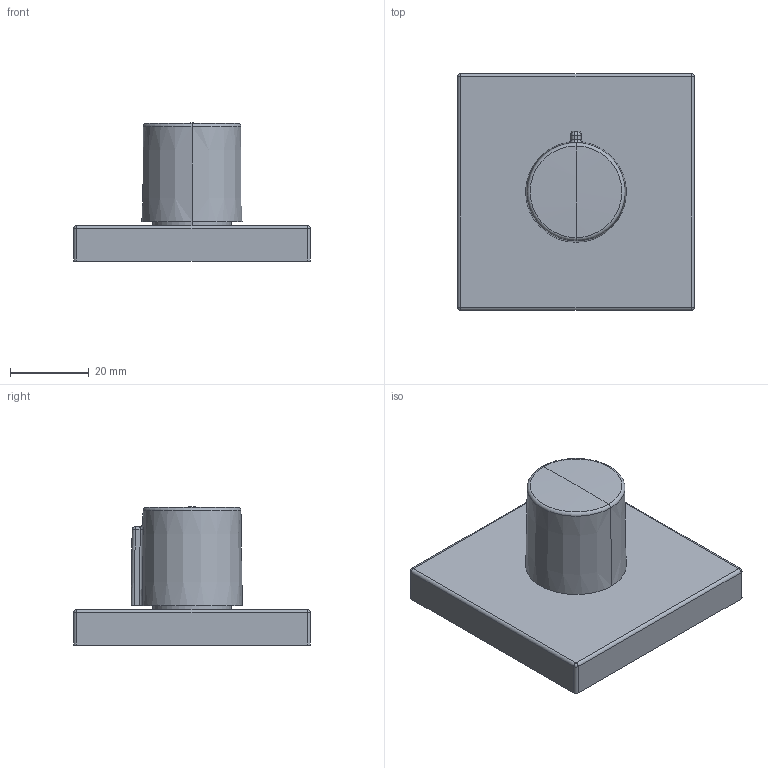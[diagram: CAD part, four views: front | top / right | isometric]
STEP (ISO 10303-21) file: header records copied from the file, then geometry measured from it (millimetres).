
FILE_DESCRIPTION (( 'STEP AP203' ), '1' );
FILE_NAME ('36608980-00.STEP', '2019-09-16T09:35:38', ( '' ), ( '' ), 'SwSTEP 2.0', 'SolidWorks 2017', '' );
FILE_SCHEMA (( 'CONFIG_CONTROL_DESIGN' ));
Length unit declared in the file: millimetre
Products named in the file (4): Planungsmodell_Rosette-+-09.27.98.020.90-01; Planungsmodell_Aufnahme-+-09.12.12.043.90-01; Planungsmodell_Griff-+-09.20.98.001-01_-; 36608980-00
Assembly tree (3 placements, depth 2):
  36608980-00
    Planungsmodell_Rosette-+-09.27.98.020.90-01
    Planungsmodell_Aufnahme-+-09.12.12.043.90-01
    Planungsmodell_Griff-+-09.20.98.001-01_-
Bounding box: 60 x 60 x 35 mm (x, y, z)
Volume: 46771.8 mm3; surface area: 13719.1 mm2
Topology: 3 solids, 3 shells, 48 faces, 104 edges, 57 vertices
Faces by surface type: cylinder 15, plane 14, sphere 8, cone 4, bspline 4, torus 3
Entity records: 1791 total; most frequent: CARTESIAN_POINT 379, DIRECTION 233, ORIENTED_EDGE 196, EDGE_CURVE 98, AXIS2_PLACEMENT_3D 97, VERTEX_POINT 57, EDGE_LOOP 49, FACE_OUTER_BOUND 48
